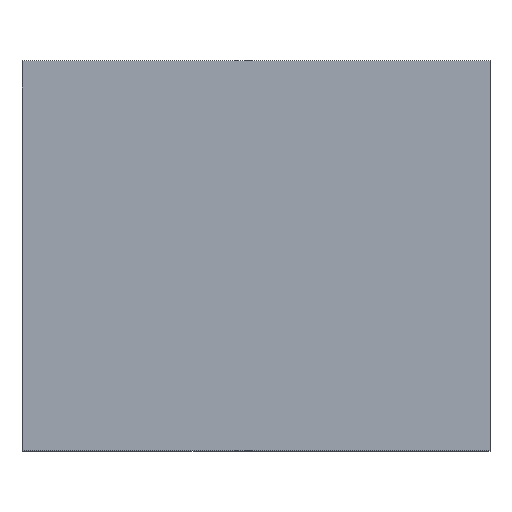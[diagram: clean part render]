
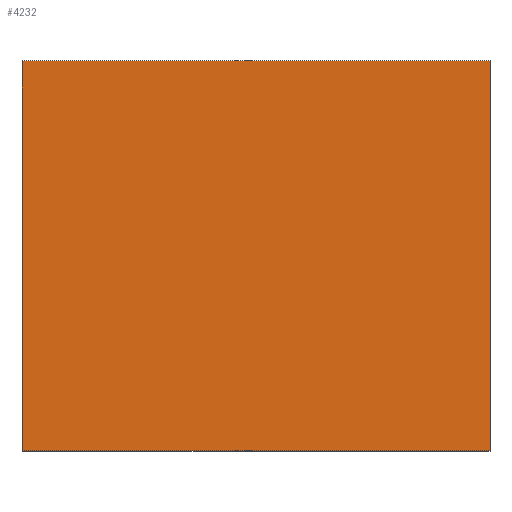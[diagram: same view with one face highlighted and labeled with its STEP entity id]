
A CAD part, top view. The second image highlights one B-rep face of the part: STEP entity #4232.
In plain terms, the highlighted face is planar.
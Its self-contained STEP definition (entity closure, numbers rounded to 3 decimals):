
#3210=DIRECTION('',(1.,0.,0.));
#3211=VECTOR('',#3210,6.);
#3212=CARTESIAN_POINT('',(-3.,0.975,2.5));
#3213=LINE('',#3212,#3211);
#3217=DIRECTION('',(0.,0.,1.));
#3218=VECTOR('',#3217,5.);
#3219=CARTESIAN_POINT('',(-3.,0.975,-2.5));
#3220=LINE('',#3219,#3218);
#3224=DIRECTION('',(-1.,0.,0.));
#3225=VECTOR('',#3224,6.);
#3226=CARTESIAN_POINT('',(3.,0.975,-2.5));
#3227=LINE('',#3226,#3225);
#3231=DIRECTION('',(0.,0.,-1.));
#3232=VECTOR('',#3231,5.);
#3233=CARTESIAN_POINT('',(3.,0.975,2.5));
#3234=LINE('',#3233,#3232);
#3546=CARTESIAN_POINT('',(-3.,0.975,2.5));
#3547=CARTESIAN_POINT('',(3.,0.975,2.5));
#3548=VERTEX_POINT('',#3546);
#3549=VERTEX_POINT('',#3547);
#3550=CARTESIAN_POINT('',(3.,0.975,-2.5));
#3551=VERTEX_POINT('',#3550);
#3552=CARTESIAN_POINT('',(-3.,0.975,-2.5));
#3553=VERTEX_POINT('',#3552);
#4220=CARTESIAN_POINT('',(0.,0.975,0.));
#4221=DIRECTION('',(0.,1.,0.));
#4222=DIRECTION('',(1.,0.,0.));
#4223=AXIS2_PLACEMENT_3D('',#4220,#4221,#4222);
#4224=PLANE('',#4223);
#4225=ORIENTED_EDGE('',*,*,#4120,.F.);
#4226=ORIENTED_EDGE('',*,*,#3972,.F.);
#4227=ORIENTED_EDGE('',*,*,#4026,.F.);
#4229=ORIENTED_EDGE('',*,*,#4228,.F.);
#4230=EDGE_LOOP('',(#4225,#4226,#4227,#4229));
#4231=FACE_OUTER_BOUND('',#4230,.F.);
#3972=EDGE_CURVE('',#3553,#3548,#3220,.T.);
#4026=EDGE_CURVE('',#3551,#3553,#3227,.T.);
#4120=EDGE_CURVE('',#3548,#3549,#3213,.T.);
#4228=EDGE_CURVE('',#3549,#3551,#3234,.T.);
#4232=ADVANCED_FACE('',(#4231),#4224,.T.);
